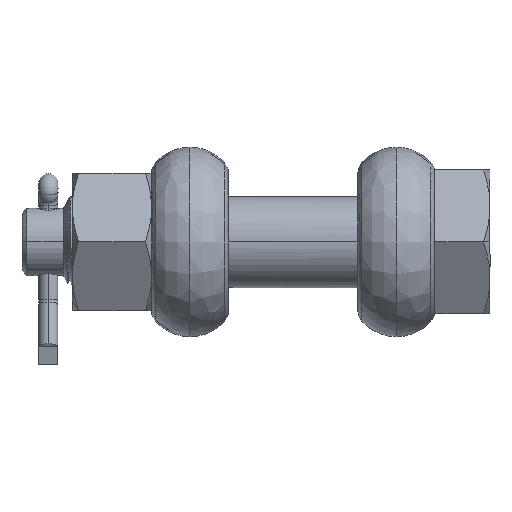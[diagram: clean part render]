
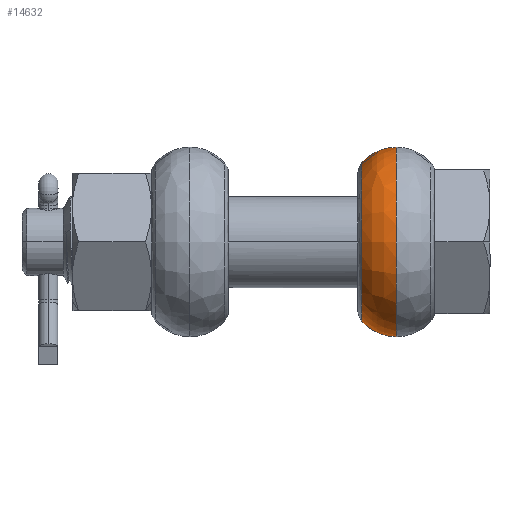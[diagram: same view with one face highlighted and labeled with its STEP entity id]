
A CAD part, front view. The second image highlights one B-rep face of the part: STEP entity #14632.
In plain terms, the highlighted free-form (B-spline) face has degree [3, 3] with [4, 4] control points.
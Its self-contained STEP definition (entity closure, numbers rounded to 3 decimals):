
#14632 = ADVANCED_FACE ( 'NONE', ( #30132 ), #30131, .F. ) ;
#14634 = EDGE_LOOP ( 'NONE', ( #14635, #15005, #15011, #15017 ) ) ;
#14635 = ORIENTED_EDGE ( 'NONE', *, *, #14636, .T. ) ;
#14636 = EDGE_CURVE ( 'NONE', #14638, #14639, #30130, .T. ) ;
#14638 = VERTEX_POINT ( 'NONE', #30276 ) ;
#14639 = VERTEX_POINT ( 'NONE', #30275 ) ;
#15005 = ORIENTED_EDGE ( 'NONE', *, *, #15007, .T. ) ;
#15007 = EDGE_CURVE ( 'NONE', #14639, #15009, #30851, .T. ) ;
#15009 = VERTEX_POINT ( 'NONE', #30847 ) ;
#15011 = ORIENTED_EDGE ( 'NONE', *, *, #15013, .T. ) ;
#15013 = EDGE_CURVE ( 'NONE', #15009, #15015, #30846, .T. ) ;
#15015 = VERTEX_POINT ( 'NONE', #30726 ) ;
#15017 = ORIENTED_EDGE ( 'NONE', *, *, #15019, .T. ) ;
#15019 = EDGE_CURVE ( 'NONE', #15015, #14638, #30987, .T. ) ;
#30125 = CARTESIAN_POINT ( 'NONE',  ( 21.5, 0., -19.75 ) ) ;
#30126 = CARTESIAN_POINT ( 'NONE',  ( 21.5, 0., 0. ) ) ;
#30127 = DIRECTION ( 'NONE',  ( 0., 0., -1. ) ) ;
#30128 = DIRECTION ( 'NONE',  ( -1., 0., 0. ) ) ;
#30129 = AXIS2_PLACEMENT_3D ( 'NONE', #30126, #30128, #30127 ) ;
#30130 = CIRCLE ( 'NONE', #30129, 19.75 ) ;
#30131 =( BOUNDED_SURFACE ( )  B_SPLINE_SURFACE ( 3, 3, ( 
 ( #30125, #30291, #30290, #30289 ),
 ( #30288, #30287, #30286, #30285 ),
 ( #30284, #30283, #30282, #30281 ),
 ( #30280, #30279, #30278, #30277 ) ),
 .UNSPECIFIED., .F., .F., .T. ) 
 B_SPLINE_SURFACE_WITH_KNOTS ( ( 4, 4 ),
 ( 4, 4 ),
 ( 0., 1. ),
 ( 0., 1. ),
 .UNSPECIFIED. ) 
 GEOMETRIC_REPRESENTATION_ITEM ( )  RATIONAL_B_SPLINE_SURFACE ( (
 ( 1., 0.333, 0.333, 1.),
 ( 0.941, 0.314, 0.314, 0.941),
 ( 0.941, 0.314, 0.314, 0.941),
 ( 1., 0.333, 0.333, 1.) ) ) 
 REPRESENTATION_ITEM ( '' )  SURFACE ( )  );
#30132 = FACE_OUTER_BOUND ( 'NONE', #14634, .T. ) ;
#30275 = CARTESIAN_POINT ( 'NONE',  ( 21.5, 0., 19.75 ) ) ;
#30276 = CARTESIAN_POINT ( 'NONE',  ( 21.5, 0., -19.75 ) ) ;
#30277 = CARTESIAN_POINT ( 'NONE',  ( 14.3, 0., 16.5 ) ) ;
#30278 = CARTESIAN_POINT ( 'NONE',  ( 14.3, -33., 16.5 ) ) ;
#30279 = CARTESIAN_POINT ( 'NONE',  ( 14.3, -33., -16.5 ) ) ;
#30280 = CARTESIAN_POINT ( 'NONE',  ( 14.3, 0., -16.5 ) ) ;
#30281 = CARTESIAN_POINT ( 'NONE',  ( 16.151, 0., 18.599 ) ) ;
#30282 = CARTESIAN_POINT ( 'NONE',  ( 16.151, -37.197, 18.599 ) ) ;
#30283 = CARTESIAN_POINT ( 'NONE',  ( 16.151, -37.197, -18.599 ) ) ;
#30284 = CARTESIAN_POINT ( 'NONE',  ( 16.151, 0., -18.599 ) ) ;
#30285 = CARTESIAN_POINT ( 'NONE',  ( 18.702, 0., 19.75 ) ) ;
#30286 = CARTESIAN_POINT ( 'NONE',  ( 18.702, -39.5, 19.75 ) ) ;
#30287 = CARTESIAN_POINT ( 'NONE',  ( 18.702, -39.5, -19.75 ) ) ;
#30288 = CARTESIAN_POINT ( 'NONE',  ( 18.702, 0., -19.75 ) ) ;
#30289 = CARTESIAN_POINT ( 'NONE',  ( 21.5, 0., 19.75 ) ) ;
#30290 = CARTESIAN_POINT ( 'NONE',  ( 21.5, -39.5, 19.75 ) ) ;
#30291 = CARTESIAN_POINT ( 'NONE',  ( 21.5, -39.5, -19.75 ) ) ;
#30726 = CARTESIAN_POINT ( 'NONE',  ( 14.3, 0., -16.5 ) ) ;
#30728 = DIRECTION ( 'NONE',  ( 0., 0., -1. ) ) ;
#30843 = DIRECTION ( 'NONE',  ( 1., 0., 0. ) ) ;
#30844 = CARTESIAN_POINT ( 'NONE',  ( 14.3, 0., 0. ) ) ;
#30845 = AXIS2_PLACEMENT_3D ( 'NONE', #30844, #30843, #30728 ) ;
#30846 = CIRCLE ( 'NONE', #30845, 16.5 ) ;
#30847 = CARTESIAN_POINT ( 'NONE',  ( 14.3, 0., 16.5 ) ) ;
#30848 = DIRECTION ( 'NONE',  ( 0., 0., -1. ) ) ;
#30849 = DIRECTION ( 'NONE',  ( 0., -1., 0. ) ) ;
#30850 = AXIS2_PLACEMENT_3D ( 'NONE', #30856, #30849, #30848 ) ;
#30851 = CIRCLE ( 'NONE', #30850, 9.6 ) ;
#30856 = CARTESIAN_POINT ( 'NONE',  ( 21.5, 0., 10.15 ) ) ;
#30967 = DIRECTION ( 'NONE',  ( 0., -1., 0. ) ) ;
#30968 = CARTESIAN_POINT ( 'NONE',  ( 21.5, 0., -10.15 ) ) ;
#30969 = AXIS2_PLACEMENT_3D ( 'NONE', #30968, #30967, #30985 ) ;
#30985 = DIRECTION ( 'NONE',  ( 0., 0., -1. ) ) ;
#30987 = CIRCLE ( 'NONE', #30969, 9.6 ) ;
